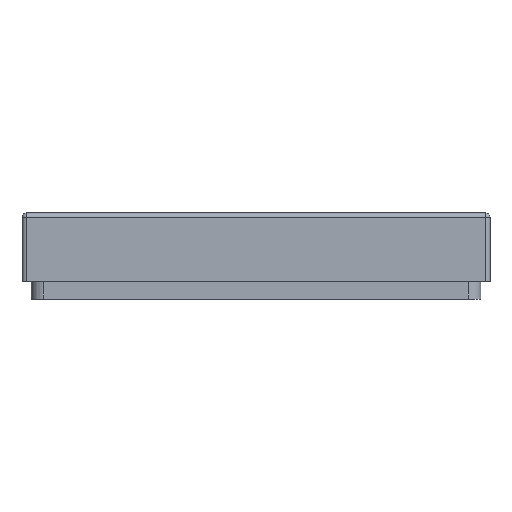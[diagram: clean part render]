
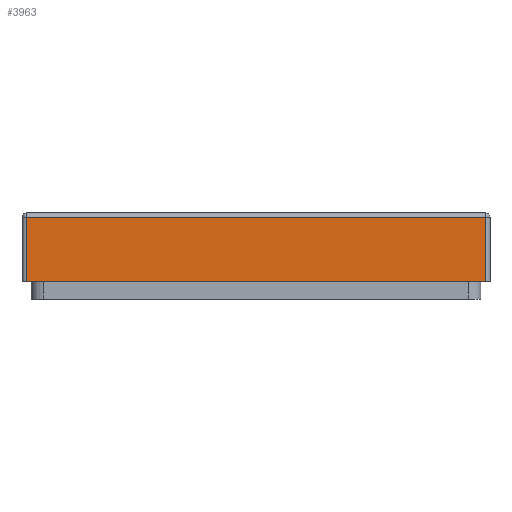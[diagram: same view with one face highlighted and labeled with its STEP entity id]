
A CAD part, front view. The second image highlights one B-rep face of the part: STEP entity #3963.
In plain terms, the highlighted planar face has unit normal (0, -1, 0).
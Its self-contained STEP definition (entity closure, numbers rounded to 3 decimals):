
#698 = PLANE('',#699);
#699 = AXIS2_PLACEMENT_3D('',#700,#701,#702);
#700 = CARTESIAN_POINT('',(0.,-20.,21.2));
#701 = DIRECTION('',(0.,0.,1.));
#702 = DIRECTION('',(1.,0.,0.));
#1896 = VERTEX_POINT('',#1897);
#1897 = CARTESIAN_POINT('',(1.,-20.,21.2));
#1916 = CYLINDRICAL_SURFACE('',#1917,1.);
#1917 = AXIS2_PLACEMENT_3D('',#1918,#1919,#1920);
#1918 = CARTESIAN_POINT('',(1.,-19.,36.2));
#1919 = DIRECTION('',(-0.,-0.,-1.));
#1920 = DIRECTION('',(1.,0.,0.));
#1928 = EDGE_CURVE('',#1896,#1929,#1931,.T.);
#1929 = VERTEX_POINT('',#1930);
#1930 = CARTESIAN_POINT('',(107.7,-20.,21.2));
#1931 = SURFACE_CURVE('',#1932,(#1936,#1943),.PCURVE_S1.);
#1932 = LINE('',#1933,#1934);
#1933 = CARTESIAN_POINT('',(0.,-20.,21.2));
#1934 = VECTOR('',#1935,1.);
#1935 = DIRECTION('',(1.,0.,0.));
#1936 = PCURVE('',#698,#1937);
#1937 = DEFINITIONAL_REPRESENTATION('',(#1938),#1942);
#1938 = LINE('',#1939,#1940);
#1939 = CARTESIAN_POINT('',(0.,0.));
#1940 = VECTOR('',#1941,1.);
#1941 = DIRECTION('',(1.,0.));
#1942 = ( GEOMETRIC_REPRESENTATION_CONTEXT(2) 
PARAMETRIC_REPRESENTATION_CONTEXT() REPRESENTATION_CONTEXT('2D SPACE',''
  ) );
#1943 = PCURVE('',#1944,#1949);
#1944 = PLANE('',#1945);
#1945 = AXIS2_PLACEMENT_3D('',#1946,#1947,#1948);
#1946 = CARTESIAN_POINT('',(1.,-20.,36.2));
#1947 = DIRECTION('',(0.,1.,0.));
#1948 = DIRECTION('',(0.,0.,1.));
#1949 = DEFINITIONAL_REPRESENTATION('',(#1950),#1954);
#1950 = LINE('',#1951,#1952);
#1951 = CARTESIAN_POINT('',(-15.,-1.));
#1952 = VECTOR('',#1953,1.);
#1953 = DIRECTION('',(0.,1.));
#1954 = ( GEOMETRIC_REPRESENTATION_CONTEXT(2) 
PARAMETRIC_REPRESENTATION_CONTEXT() REPRESENTATION_CONTEXT('2D SPACE',''
  ) );
#1977 = CYLINDRICAL_SURFACE('',#1978,1.);
#1978 = AXIS2_PLACEMENT_3D('',#1979,#1980,#1981);
#1979 = CARTESIAN_POINT('',(107.7,-19.,36.2));
#1980 = DIRECTION('',(-0.,-0.,-1.));
#1981 = DIRECTION('',(1.,0.,0.));
#3913 = EDGE_CURVE('',#3914,#1929,#3916,.T.);
#3914 = VERTEX_POINT('',#3915);
#3915 = CARTESIAN_POINT('',(107.7,-20.,36.2));
#3916 = SURFACE_CURVE('',#3917,(#3921,#3928),.PCURVE_S1.);
#3917 = LINE('',#3918,#3919);
#3918 = CARTESIAN_POINT('',(107.7,-20.,36.2));
#3919 = VECTOR('',#3920,1.);
#3920 = DIRECTION('',(-0.,-0.,-1.));
#3921 = PCURVE('',#1977,#3922);
#3922 = DEFINITIONAL_REPRESENTATION('',(#3923),#3927);
#3923 = LINE('',#3924,#3925);
#3924 = CARTESIAN_POINT('',(-4.712,0.));
#3925 = VECTOR('',#3926,1.);
#3926 = DIRECTION('',(-0.,1.));
#3927 = ( GEOMETRIC_REPRESENTATION_CONTEXT(2) 
PARAMETRIC_REPRESENTATION_CONTEXT() REPRESENTATION_CONTEXT('2D SPACE',''
  ) );
#3928 = PCURVE('',#1944,#3929);
#3929 = DEFINITIONAL_REPRESENTATION('',(#3930),#3934);
#3930 = LINE('',#3931,#3932);
#3931 = CARTESIAN_POINT('',(0.,106.7));
#3932 = VECTOR('',#3933,1.);
#3933 = DIRECTION('',(-1.,0.));
#3934 = ( GEOMETRIC_REPRESENTATION_CONTEXT(2) 
PARAMETRIC_REPRESENTATION_CONTEXT() REPRESENTATION_CONTEXT('2D SPACE',''
  ) );
#3963 = ADVANCED_FACE('',(#3964),#1944,.F.);
#3964 = FACE_BOUND('',#3965,.T.);
#3965 = EDGE_LOOP('',(#3966,#3967,#3995,#4016));
#3966 = ORIENTED_EDGE('',*,*,#3913,.F.);
#3967 = ORIENTED_EDGE('',*,*,#3968,.F.);
#3968 = EDGE_CURVE('',#3969,#3914,#3971,.T.);
#3969 = VERTEX_POINT('',#3970);
#3970 = CARTESIAN_POINT('',(1.,-20.,36.2));
#3971 = SURFACE_CURVE('',#3972,(#3976,#3983),.PCURVE_S1.);
#3972 = LINE('',#3973,#3974);
#3973 = CARTESIAN_POINT('',(1.,-20.,36.2));
#3974 = VECTOR('',#3975,1.);
#3975 = DIRECTION('',(1.,0.,0.));
#3976 = PCURVE('',#1944,#3977);
#3977 = DEFINITIONAL_REPRESENTATION('',(#3978),#3982);
#3978 = LINE('',#3979,#3980);
#3979 = CARTESIAN_POINT('',(0.,-0.));
#3980 = VECTOR('',#3981,1.);
#3981 = DIRECTION('',(0.,1.));
#3982 = ( GEOMETRIC_REPRESENTATION_CONTEXT(2) 
PARAMETRIC_REPRESENTATION_CONTEXT() REPRESENTATION_CONTEXT('2D SPACE',''
  ) );
#3983 = PCURVE('',#3984,#3989);
#3984 = CYLINDRICAL_SURFACE('',#3985,1.);
#3985 = AXIS2_PLACEMENT_3D('',#3986,#3987,#3988);
#3986 = CARTESIAN_POINT('',(1.,-19.,36.2));
#3987 = DIRECTION('',(1.,0.,0.));
#3988 = DIRECTION('',(0.,0.,1.));
#3989 = DEFINITIONAL_REPRESENTATION('',(#3990),#3994);
#3990 = LINE('',#3991,#3992);
#3991 = CARTESIAN_POINT('',(-4.712,0.));
#3992 = VECTOR('',#3993,1.);
#3993 = DIRECTION('',(-0.,1.));
#3994 = ( GEOMETRIC_REPRESENTATION_CONTEXT(2) 
PARAMETRIC_REPRESENTATION_CONTEXT() REPRESENTATION_CONTEXT('2D SPACE',''
  ) );
#3995 = ORIENTED_EDGE('',*,*,#3996,.T.);
#3996 = EDGE_CURVE('',#3969,#1896,#3997,.T.);
#3997 = SURFACE_CURVE('',#3998,(#4002,#4009),.PCURVE_S1.);
#3998 = LINE('',#3999,#4000);
#3999 = CARTESIAN_POINT('',(1.,-20.,36.2));
#4000 = VECTOR('',#4001,1.);
#4001 = DIRECTION('',(-0.,-0.,-1.));
#4002 = PCURVE('',#1944,#4003);
#4003 = DEFINITIONAL_REPRESENTATION('',(#4004),#4008);
#4004 = LINE('',#4005,#4006);
#4005 = CARTESIAN_POINT('',(0.,-0.));
#4006 = VECTOR('',#4007,1.);
#4007 = DIRECTION('',(-1.,0.));
#4008 = ( GEOMETRIC_REPRESENTATION_CONTEXT(2) 
PARAMETRIC_REPRESENTATION_CONTEXT() REPRESENTATION_CONTEXT('2D SPACE',''
  ) );
#4009 = PCURVE('',#1916,#4010);
#4010 = DEFINITIONAL_REPRESENTATION('',(#4011),#4015);
#4011 = LINE('',#4012,#4013);
#4012 = CARTESIAN_POINT('',(-4.712,0.));
#4013 = VECTOR('',#4014,1.);
#4014 = DIRECTION('',(-0.,1.));
#4015 = ( GEOMETRIC_REPRESENTATION_CONTEXT(2) 
PARAMETRIC_REPRESENTATION_CONTEXT() REPRESENTATION_CONTEXT('2D SPACE',''
  ) );
#4016 = ORIENTED_EDGE('',*,*,#1928,.T.);
